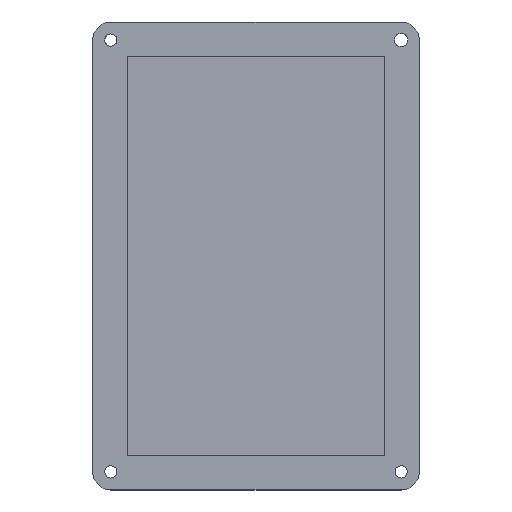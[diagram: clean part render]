
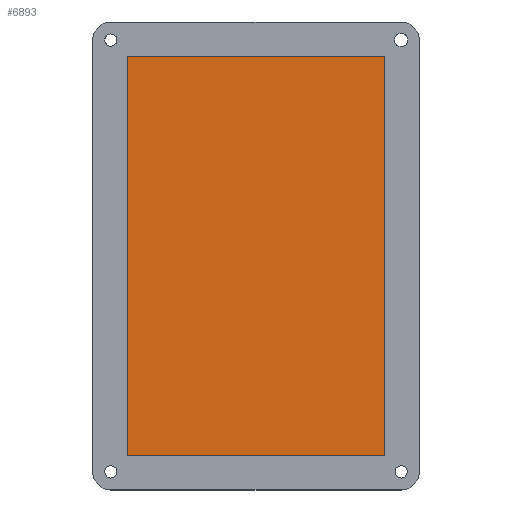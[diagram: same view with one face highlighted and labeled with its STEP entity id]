
A CAD part, top view. The second image highlights one B-rep face of the part: STEP entity #6893.
In plain terms, the highlighted planar face has unit normal (0, 0, 1).
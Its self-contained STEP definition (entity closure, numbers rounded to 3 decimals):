
#871=PLANE('',#7057);
#1235=FACE_OUTER_BOUND('',#1633,.T.);
#1633=EDGE_LOOP('',(#6441,#6442,#6443,#6444));
#2176=LINE('',#13966,#2711);
#2177=LINE('',#13968,#2712);
#2178=LINE('',#13970,#2713);
#2179=LINE('',#13971,#2714);
#2711=VECTOR('',#7866,10.);
#2712=VECTOR('',#7867,10.);
#2713=VECTOR('',#7868,10.);
#2714=VECTOR('',#7869,10.);
#3423=VERTEX_POINT('',#13964);
#3424=VERTEX_POINT('',#13965);
#3425=VERTEX_POINT('',#13967);
#3426=VERTEX_POINT('',#13969);
#4438=EDGE_CURVE('',#3423,#3424,#2176,.T.);
#4439=EDGE_CURVE('',#3425,#3423,#2177,.T.);
#4440=EDGE_CURVE('',#3426,#3425,#2178,.T.);
#4441=EDGE_CURVE('',#3424,#3426,#2179,.T.);
#6441=ORIENTED_EDGE('',*,*,#4438,.F.);
#6442=ORIENTED_EDGE('',*,*,#4439,.F.);
#6443=ORIENTED_EDGE('',*,*,#4440,.F.);
#6444=ORIENTED_EDGE('',*,*,#4441,.F.);
#6893=ADVANCED_FACE('',(#1235),#871,.T.);
#7057=AXIS2_PLACEMENT_3D('',#13963,#7864,#7865);
#7864=DIRECTION('center_axis',(0.,0.,1.));
#7865=DIRECTION('ref_axis',(1.,0.,0.));
#7866=DIRECTION('',(-1.,0.,0.));
#7867=DIRECTION('',(0.,-1.,0.));
#7868=DIRECTION('',(1.,0.,0.));
#7869=DIRECTION('',(0.,1.,0.));
#13963=CARTESIAN_POINT('Origin',(-34.869,11.523,3.));
#13964=CARTESIAN_POINT('',(0.851,-43.797,3.));
#13965=CARTESIAN_POINT('',(-70.589,-43.797,3.));
#13966=CARTESIAN_POINT('',(-17.009,-43.797,3.));
#13967=CARTESIAN_POINT('',(0.851,66.843,3.));
#13968=CARTESIAN_POINT('',(0.851,39.183,3.));
#13969=CARTESIAN_POINT('',(-70.589,66.843,3.));
#13970=CARTESIAN_POINT('',(-52.729,66.843,3.));
#13971=CARTESIAN_POINT('',(-70.589,-16.137,3.));
